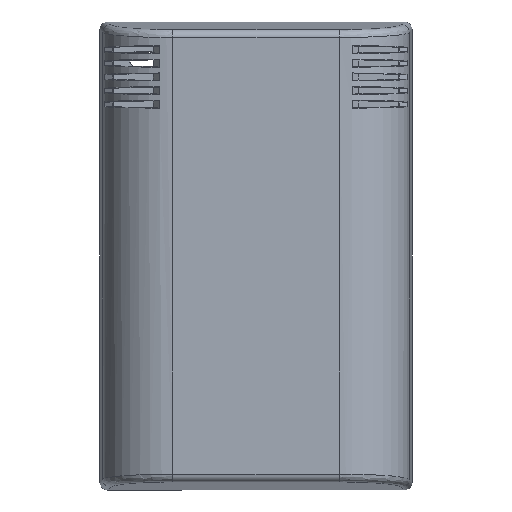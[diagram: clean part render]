
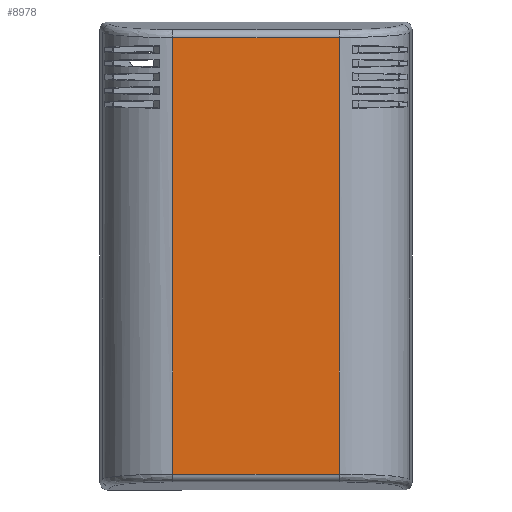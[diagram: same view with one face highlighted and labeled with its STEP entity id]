
A CAD part, top view. The second image highlights one B-rep face of the part: STEP entity #8978.
In plain terms, the highlighted face is planar.
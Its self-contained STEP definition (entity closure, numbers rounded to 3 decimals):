
#1402=FACE_OUTER_BOUND('',#1940,.T.);
#1940=EDGE_LOOP('',(#7766,#7767,#7768,#7769));
#2445=LINE('',#15173,#3116);
#2496=LINE('',#15874,#3167);
#2608=LINE('',#16645,#3279);
#2614=LINE('',#16696,#3285);
#3116=VECTOR('',#11858,10.);
#3167=VECTOR('',#11993,10.);
#3279=VECTOR('',#12337,10.);
#3285=VECTOR('',#12355,10.);
#3902=VERTEX_POINT('',#15167);
#3904=VERTEX_POINT('',#15171);
#3980=VERTEX_POINT('',#15870);
#3982=VERTEX_POINT('',#15873);
#5019=EDGE_CURVE('',#3904,#3902,#2445,.T.);
#5131=EDGE_CURVE('',#3980,#3982,#2496,.T.);
#5301=EDGE_CURVE('',#3902,#3980,#2608,.T.);
#5310=EDGE_CURVE('',#3982,#3904,#2614,.T.);
#7766=ORIENTED_EDGE('',*,*,#5301,.F.);
#7767=ORIENTED_EDGE('',*,*,#5019,.F.);
#7768=ORIENTED_EDGE('',*,*,#5310,.F.);
#7769=ORIENTED_EDGE('',*,*,#5131,.F.);
#8027=PLANE('',#9899);
#8978=ADVANCED_FACE('',(#1402),#8027,.T.);
#9899=AXIS2_PLACEMENT_3D('',#16695,#12353,#12354);
#11858=DIRECTION('',(0.,0.,1.));
#11993=DIRECTION('',(0.,0.,-1.));
#12337=DIRECTION('',(-1.,0.,0.));
#12353=DIRECTION('center_axis',(0.,1.,0.));
#12354=DIRECTION('ref_axis',(0.,0.,1.));
#12355=DIRECTION('',(1.,0.,0.));
#15167=CARTESIAN_POINT('',(61.319,25.,115.98));
#15171=CARTESIAN_POINT('',(61.319,25.,4.02));
#15173=CARTESIAN_POINT('',(61.319,25.,0.));
#15870=CARTESIAN_POINT('',(18.681,25.,115.98));
#15873=CARTESIAN_POINT('',(18.681,25.,4.02));
#15874=CARTESIAN_POINT('',(18.681,25.,0.));
#16645=CARTESIAN_POINT('',(20.,25.,115.98));
#16695=CARTESIAN_POINT('Origin',(0.,25.,0.));
#16696=CARTESIAN_POINT('',(20.,25.,4.02));
